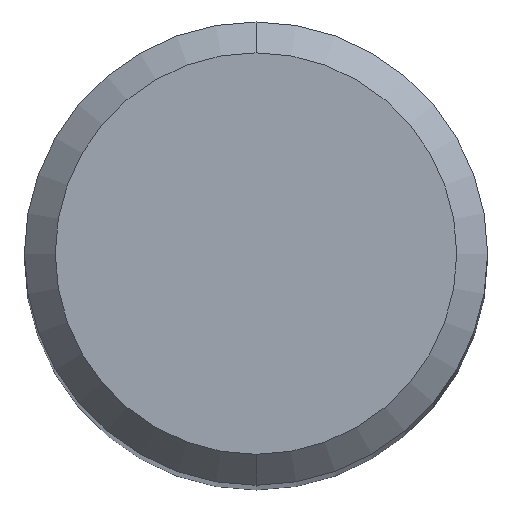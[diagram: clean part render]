
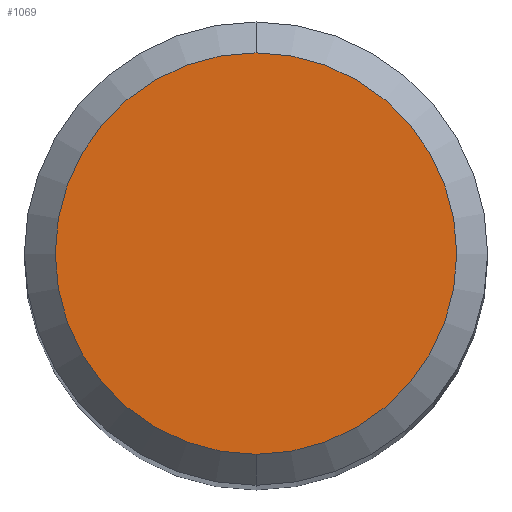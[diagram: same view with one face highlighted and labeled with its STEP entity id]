
A CAD part, top view. The second image highlights one B-rep face of the part: STEP entity #1069.
In plain terms, the highlighted planar face has unit normal (0, 0, 1).
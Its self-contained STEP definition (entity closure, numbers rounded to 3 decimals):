
#1069=ADVANCED_FACE('',(#2426),#2427,.T.);
#1233=VERTEX_POINT('',#2608);
#1457=VERTEX_POINT('',#2855);
#1715=EDGE_CURVE('',#1457,#1233,#3135,.T.);
#1957=EDGE_CURVE('',#1233,#1457,#3401,.T.);
#2426=FACE_OUTER_BOUND('',#6624,.T.);
#2427=PLANE('',#6625);
#2608=CARTESIAN_POINT('',(0.0,2.6,0.0));
#2855=CARTESIAN_POINT('',(0.,-2.6,0.0));
#3135=CIRCLE('',#15696,2.6);
#3401=CIRCLE('',#18236,2.6);
#6624=EDGE_LOOP('',(#18964,#18965));
#6625=AXIS2_PLACEMENT_3D('',#18966,#18967,#18968);
#15696=AXIS2_PLACEMENT_3D('',#19633,#19634,#19635);
#18236=AXIS2_PLACEMENT_3D('',#19911,#19912,#19913);
#18964=ORIENTED_EDGE('',*,*,#1957,.F.);
#18965=ORIENTED_EDGE('',*,*,#1715,.F.);
#18966=CARTESIAN_POINT('',(0.0,1.3,0.0));
#18967=DIRECTION('',(-0.0,0.0,1.0));
#18968=DIRECTION('',(0.0,-1.0,0.0));
#19633=CARTESIAN_POINT('',(0.0,0.0,0.0));
#19634=DIRECTION('',(0.0,0.0,-1.0));
#19635=DIRECTION('',(0.0,1.0,0.0));
#19911=CARTESIAN_POINT('',(0.0,0.0,0.0));
#19912=DIRECTION('',(0.0,0.0,-1.0));
#19913=DIRECTION('',(0.0,1.0,0.0));
